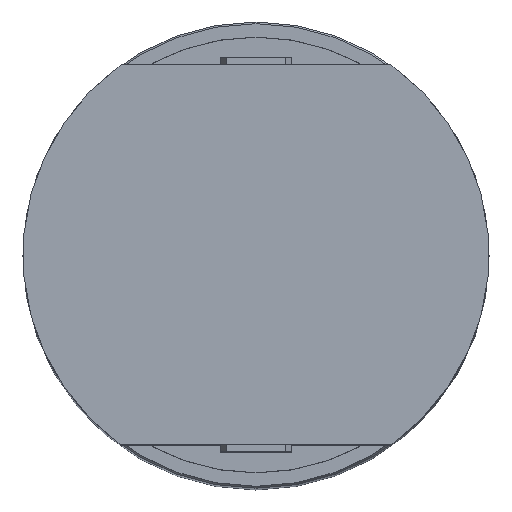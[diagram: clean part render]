
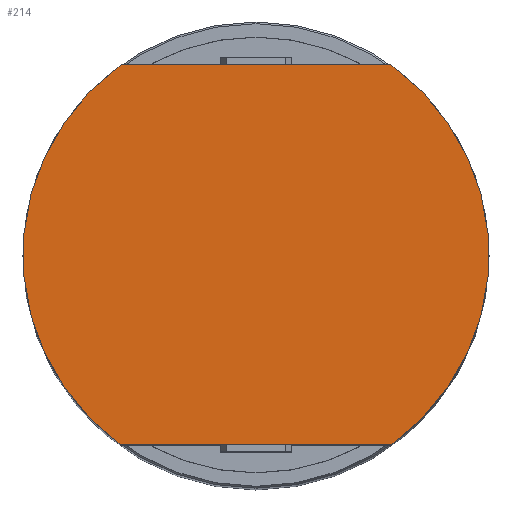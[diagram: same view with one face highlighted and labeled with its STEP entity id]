
A CAD part, top view. The second image highlights one B-rep face of the part: STEP entity #214.
In plain terms, the highlighted planar face has unit normal (0, 0, 1).
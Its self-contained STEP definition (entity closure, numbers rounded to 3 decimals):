
#214=ADVANCED_FACE('',(#315),#261,.T.);
#261=PLANE('',#1316);
#315=FACE_OUTER_BOUND('',#409,.T.);
#409=EDGE_LOOP('',(#757,#758,#759,#760,#761,#762,#763,#764));
#473=LINE('',#1926,#553);
#474=LINE('',#1927,#554);
#475=LINE('',#1928,#555);
#476=LINE('',#1932,#556);
#477=LINE('',#1933,#557);
#478=LINE('',#1934,#558);
#553=VECTOR('',#1596,1.);
#554=VECTOR('',#1597,1.);
#555=VECTOR('',#1598,1.);
#556=VECTOR('',#1601,1.);
#557=VECTOR('',#1602,1.);
#558=VECTOR('',#1603,1.);
#757=ORIENTED_EDGE('',*,*,#1091,.F.);
#758=ORIENTED_EDGE('',*,*,#1092,.T.);
#759=ORIENTED_EDGE('',*,*,#1093,.T.);
#760=ORIENTED_EDGE('',*,*,#1094,.T.);
#761=ORIENTED_EDGE('',*,*,#1095,.F.);
#762=ORIENTED_EDGE('',*,*,#1096,.F.);
#763=ORIENTED_EDGE('',*,*,#1097,.F.);
#764=ORIENTED_EDGE('',*,*,#1098,.F.);
#950=VERTEX_POINT('',#1878);
#956=VERTEX_POINT('',#1891);
#960=VERTEX_POINT('',#1900);
#966=VERTEX_POINT('',#1913);
#969=VERTEX_POINT('',#1924);
#970=VERTEX_POINT('',#1925);
#971=VERTEX_POINT('',#1929);
#972=VERTEX_POINT('',#1931);
#1091=EDGE_CURVE('',#969,#970,#1199,.T.);
#1092=EDGE_CURVE('',#969,#950,#473,.T.);
#1093=EDGE_CURVE('',#950,#956,#474,.T.);
#1094=EDGE_CURVE('',#956,#971,#475,.T.);
#1095=EDGE_CURVE('',#972,#971,#1200,.T.);
#1096=EDGE_CURVE('',#960,#972,#476,.T.);
#1097=EDGE_CURVE('',#966,#960,#477,.T.);
#1098=EDGE_CURVE('',#970,#966,#478,.T.);
#1199=CIRCLE('',#1314,6.5);
#1200=CIRCLE('',#1315,6.5);
#1314=AXIS2_PLACEMENT_3D('',#1923,#1594,#1595);
#1315=AXIS2_PLACEMENT_3D('',#1930,#1599,#1600);
#1316=AXIS2_PLACEMENT_3D('',#1935,#1604,#1605);
#1594=DIRECTION('',(0.,0.,-1.));
#1595=DIRECTION('',(1.,0.,0.));
#1596=DIRECTION('',(1.,0.,0.));
#1597=DIRECTION('',(1.,0.,0.));
#1598=DIRECTION('',(1.,0.,0.));
#1599=DIRECTION('',(0.,0.,-1.));
#1600=DIRECTION('',(1.,0.,0.));
#1601=DIRECTION('',(1.,0.,0.));
#1602=DIRECTION('',(1.,0.,0.));
#1603=DIRECTION('',(1.,0.,0.));
#1604=DIRECTION('',(0.,0.,1.));
#1605=DIRECTION('',(-1.,0.,0.));
#1878=CARTESIAN_POINT('',(-1.,-5.3,32.2));
#1891=CARTESIAN_POINT('',(1.,-5.3,32.2));
#1900=CARTESIAN_POINT('',(1.,5.3,32.2));
#1913=CARTESIAN_POINT('',(-1.,5.3,32.2));
#1923=CARTESIAN_POINT('',(0.,0.,32.2));
#1924=CARTESIAN_POINT('',(-3.763,-5.3,32.2));
#1925=CARTESIAN_POINT('',(-3.763,5.3,32.2));
#1926=CARTESIAN_POINT('',(0.,-5.3,32.2));
#1927=CARTESIAN_POINT('',(0.,-5.3,32.2));
#1928=CARTESIAN_POINT('',(0.,-5.3,32.2));
#1929=CARTESIAN_POINT('',(3.763,-5.3,32.2));
#1930=CARTESIAN_POINT('',(0.,0.,32.2));
#1931=CARTESIAN_POINT('',(3.763,5.3,32.2));
#1932=CARTESIAN_POINT('',(0.,5.3,32.2));
#1933=CARTESIAN_POINT('',(0.,5.3,32.2));
#1934=CARTESIAN_POINT('',(0.,5.3,32.2));
#1935=CARTESIAN_POINT('',(0.,0.,32.2));
